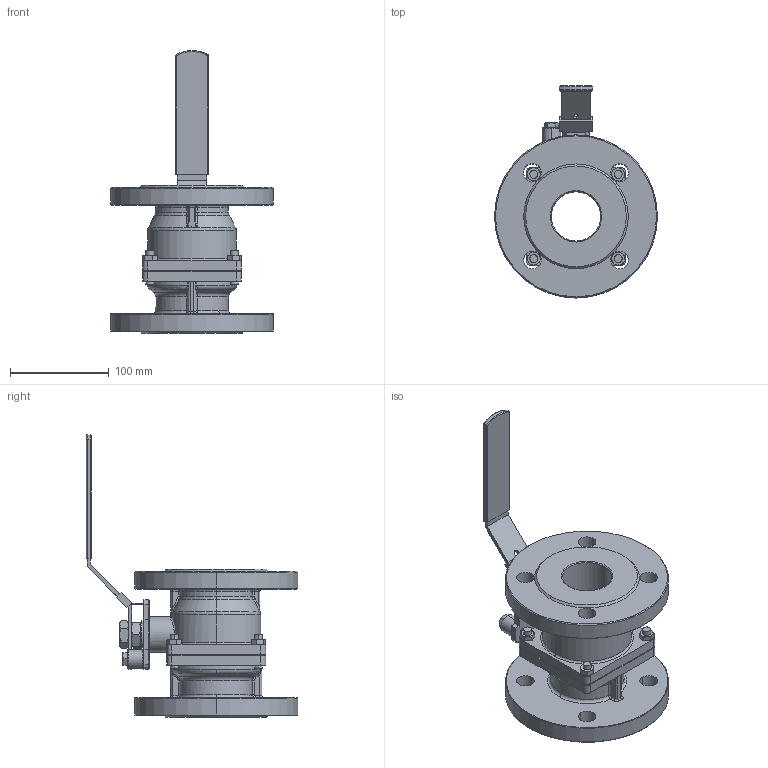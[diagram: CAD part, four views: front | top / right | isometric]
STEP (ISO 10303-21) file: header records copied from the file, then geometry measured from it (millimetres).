
FILE_DESCRIPTION (( 'STEP AP203' ), '1' );
FILE_NAME ('MD-27-DN50-PN40.STEP', '2019-10-23T03:39:55', ( '' ), ( '' ), 'SwSTEP 2.0', 'SolidWorks 2012', '' );
FILE_SCHEMA (( 'CONFIG_CONTROL_DESIGN' ));
Length unit declared in the file: millimetre
Products named in the file (9): MD-27-DN50-PN40; MD-27-DN50-PN40-HANDLE; JIS B 1181 Hexagon nut - Class 3 Finished M8 --N_JIS B 1181 Hexagon nut - Class 3 Finished M8 --N; MD-27-PN40-STOP PIN  BOLT; MD-27-DN50-PN40-STOP PIN; MD-27-DN50-PN40-TAB WASHER; MD-27-DN50-PN40-HANDLE NUT; MD-27-DN50-PN40-CAP; MD-27-DN50-PN40-BODY
Assembly tree (12 placements, depth 2):
  MD-27-DN50-PN40
    MD-27-DN50-PN40-BODY
    MD-27-DN50-PN40-CAP
    MD-27-DN50-PN40-HANDLE NUT  x2
    MD-27-DN50-PN40-TAB WASHER
    MD-27-DN50-PN40-STOP PIN
    MD-27-PN40-STOP PIN  BOLT
    JIS B 1181 Hexagon nut - Class 3 Finished M8 --N_JIS B 1181 Hexagon nut - Class 3 Finished M8 --N  x4
    MD-27-DN50-PN40-HANDLE
Bounding box: 165 x 214.3 x 286.55 mm (x, y, z)
Volume: 1276096.5 mm3; surface area: 218428.5 mm2
Topology: 12 solids, 12 shells, 579 faces, 1339 edges, 802 vertices
Faces by surface type: plane 187, cylinder 167, cone 137, bspline 45, torus 37, sphere 6
Entity records: 16544 total; most frequent: CARTESIAN_POINT 4788, DIRECTION 2268, ORIENTED_EDGE 2206, EDGE_CURVE 1103, AXIS2_PLACEMENT_3D 896, VERTEX_POINT 670, EDGE_LOOP 541, VECTOR 476
